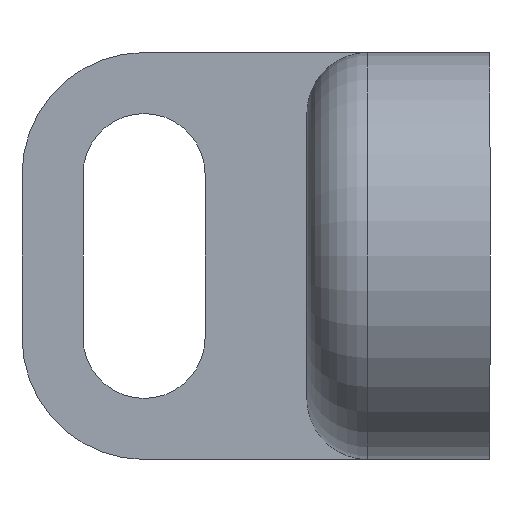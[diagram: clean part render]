
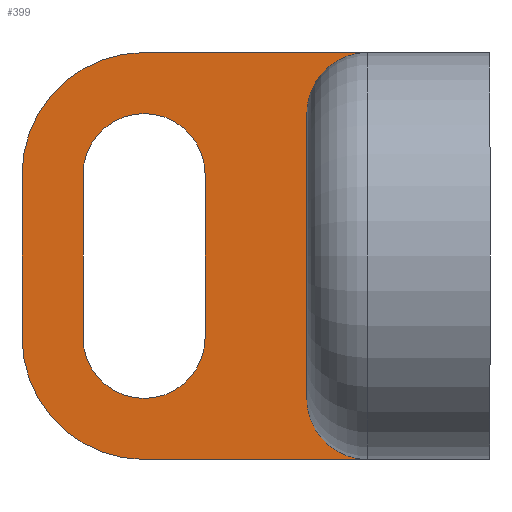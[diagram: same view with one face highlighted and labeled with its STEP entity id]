
A CAD part, left-side view. The second image highlights one B-rep face of the part: STEP entity #399.
In plain terms, the highlighted planar face has unit normal (-1, 0, 0).
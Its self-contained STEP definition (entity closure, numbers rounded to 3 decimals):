
#16=FACE_BOUND('',#56,.T.);
#20=PLANE('',#442);
#34=FACE_OUTER_BOUND('',#55,.T.);
#55=EDGE_LOOP('',(#282,#283,#284,#285,#286,#287,#288,#289,#290,#291,#292,
#293));
#56=EDGE_LOOP('',(#294,#295,#296,#297));
#79=LINE('',#603,#122);
#82=LINE('',#609,#125);
#83=LINE('',#613,#126);
#84=LINE('',#615,#127);
#85=LINE('',#617,#128);
#86=LINE('',#619,#129);
#87=LINE('',#621,#130);
#88=LINE('',#625,#131);
#89=LINE('',#629,#132);
#90=LINE('',#633,#133);
#122=VECTOR('',#486,10.);
#125=VECTOR('',#491,10.);
#126=VECTOR('',#494,10.);
#127=VECTOR('',#495,10.);
#128=VECTOR('',#496,10.);
#129=VECTOR('',#497,10.);
#130=VECTOR('',#498,10.);
#131=VECTOR('',#501,10.);
#132=VECTOR('',#504,10.);
#133=VECTOR('',#507,10.);
#164=CIRCLE('',#440,6.);
#165=CIRCLE('',#443,3.);
#166=CIRCLE('',#444,3.);
#167=CIRCLE('',#445,6.);
#168=CIRCLE('',#446,3.);
#169=CIRCLE('',#447,3.);
#180=VERTEX_POINT('',#596);
#181=VERTEX_POINT('',#598);
#182=VERTEX_POINT('',#602);
#184=VERTEX_POINT('',#608);
#185=VERTEX_POINT('',#610);
#186=VERTEX_POINT('',#612);
#187=VERTEX_POINT('',#614);
#188=VERTEX_POINT('',#616);
#189=VERTEX_POINT('',#618);
#190=VERTEX_POINT('',#620);
#191=VERTEX_POINT('',#622);
#192=VERTEX_POINT('',#624);
#193=VERTEX_POINT('',#627);
#194=VERTEX_POINT('',#628);
#195=VERTEX_POINT('',#630);
#196=VERTEX_POINT('',#632);
#218=EDGE_CURVE('',#180,#181,#164,.T.);
#220=EDGE_CURVE('',#181,#182,#79,.T.);
#223=EDGE_CURVE('',#184,#180,#82,.T.);
#224=EDGE_CURVE('',#185,#184,#165,.F.);
#225=EDGE_CURVE('',#185,#186,#83,.T.);
#226=EDGE_CURVE('',#186,#187,#84,.T.);
#227=EDGE_CURVE('',#188,#187,#85,.T.);
#228=EDGE_CURVE('',#189,#188,#86,.T.);
#229=EDGE_CURVE('',#189,#190,#87,.T.);
#230=EDGE_CURVE('',#191,#190,#166,.F.);
#231=EDGE_CURVE('',#192,#191,#88,.T.);
#232=EDGE_CURVE('',#182,#192,#167,.T.);
#233=EDGE_CURVE('',#193,#194,#89,.T.);
#234=EDGE_CURVE('',#194,#195,#168,.T.);
#235=EDGE_CURVE('',#195,#196,#90,.T.);
#236=EDGE_CURVE('',#196,#193,#169,.T.);
#282=ORIENTED_EDGE('',*,*,#218,.F.);
#283=ORIENTED_EDGE('',*,*,#223,.F.);
#284=ORIENTED_EDGE('',*,*,#224,.F.);
#285=ORIENTED_EDGE('',*,*,#225,.T.);
#286=ORIENTED_EDGE('',*,*,#226,.T.);
#287=ORIENTED_EDGE('',*,*,#227,.F.);
#288=ORIENTED_EDGE('',*,*,#228,.F.);
#289=ORIENTED_EDGE('',*,*,#229,.T.);
#290=ORIENTED_EDGE('',*,*,#230,.F.);
#291=ORIENTED_EDGE('',*,*,#231,.F.);
#292=ORIENTED_EDGE('',*,*,#232,.F.);
#293=ORIENTED_EDGE('',*,*,#220,.F.);
#294=ORIENTED_EDGE('',*,*,#233,.T.);
#295=ORIENTED_EDGE('',*,*,#234,.T.);
#296=ORIENTED_EDGE('',*,*,#235,.T.);
#297=ORIENTED_EDGE('',*,*,#236,.T.);
#399=ADVANCED_FACE('',(#34,#16),#20,.T.);
#440=AXIS2_PLACEMENT_3D('',#599,#481,#482);
#442=AXIS2_PLACEMENT_3D('',#607,#489,#490);
#443=AXIS2_PLACEMENT_3D('',#611,#492,#493);
#444=AXIS2_PLACEMENT_3D('',#623,#499,#500);
#445=AXIS2_PLACEMENT_3D('',#626,#502,#503);
#446=AXIS2_PLACEMENT_3D('',#631,#505,#506);
#447=AXIS2_PLACEMENT_3D('',#634,#508,#509);
#481=DIRECTION('center_axis',(1.,0.,0.));
#482=DIRECTION('ref_axis',(0.,0.707,-0.707));
#486=DIRECTION('',(0.,0.,1.));
#489=DIRECTION('center_axis',(-1.,0.,0.));
#490=DIRECTION('ref_axis',(0.,-1.,0.));
#491=DIRECTION('',(0.,1.,0.));
#492=DIRECTION('center_axis',(1.,0.,0.));
#493=DIRECTION('ref_axis',(0.,0.707,-0.707));
#494=DIRECTION('',(0.,0.,1.));
#495=DIRECTION('',(0.,-1.,0.));
#496=DIRECTION('',(0.,0.,-1.));
#497=DIRECTION('',(0.,-1.,0.));
#498=DIRECTION('',(0.,0.,1.));
#499=DIRECTION('center_axis',(1.,0.,0.));
#500=DIRECTION('ref_axis',(0.,0.707,0.707));
#501=DIRECTION('',(0.,-1.,0.));
#502=DIRECTION('center_axis',(1.,0.,0.));
#503=DIRECTION('ref_axis',(0.,0.707,0.707));
#504=DIRECTION('',(0.,0.,1.));
#505=DIRECTION('center_axis',(1.,0.,0.));
#506=DIRECTION('ref_axis',(0.,1.,0.));
#507=DIRECTION('',(0.,0.,-1.));
#508=DIRECTION('center_axis',(1.,0.,0.));
#509=DIRECTION('ref_axis',(0.,-1.,0.));
#596=CARTESIAN_POINT('',(30.,8.,-10.));
#598=CARTESIAN_POINT('',(30.,14.,-4.));
#599=CARTESIAN_POINT('Origin',(30.,8.,-4.));
#602=CARTESIAN_POINT('',(30.,14.,4.));
#603=CARTESIAN_POINT('',(30.,14.,0.));
#607=CARTESIAN_POINT('Origin',(30.,14.,0.));
#608=CARTESIAN_POINT('',(30.,-3.,-10.));
#609=CARTESIAN_POINT('',(30.,14.,-10.));
#610=CARTESIAN_POINT('',(30.,0.,-7.));
#611=CARTESIAN_POINT('Origin',(30.,-3.,-7.));
#612=CARTESIAN_POINT('',(30.,0.,-4.));
#613=CARTESIAN_POINT('',(30.,0.,0.));
#614=CARTESIAN_POINT('',(30.,-9.,-4.));
#615=CARTESIAN_POINT('',(30.,0.,-4.));
#616=CARTESIAN_POINT('',(30.,-9.,4.));
#617=CARTESIAN_POINT('',(30.,-9.,-2.));
#618=CARTESIAN_POINT('',(30.,0.,4.));
#619=CARTESIAN_POINT('',(30.,0.,4.));
#620=CARTESIAN_POINT('',(30.,0.,7.));
#621=CARTESIAN_POINT('',(30.,0.,0.));
#622=CARTESIAN_POINT('',(30.,-3.,10.));
#623=CARTESIAN_POINT('Origin',(30.,-3.,7.));
#624=CARTESIAN_POINT('',(30.,8.,10.));
#625=CARTESIAN_POINT('',(30.,14.,10.));
#626=CARTESIAN_POINT('Origin',(30.,8.,4.));
#627=CARTESIAN_POINT('',(30.,11.,-4.));
#628=CARTESIAN_POINT('',(30.,11.,4.));
#629=CARTESIAN_POINT('',(30.,11.,2.));
#630=CARTESIAN_POINT('',(30.,5.,4.));
#631=CARTESIAN_POINT('Origin',(30.,8.,4.));
#632=CARTESIAN_POINT('',(30.,5.,-4.));
#633=CARTESIAN_POINT('',(30.,5.,-2.));
#634=CARTESIAN_POINT('Origin',(30.,8.,-4.));
